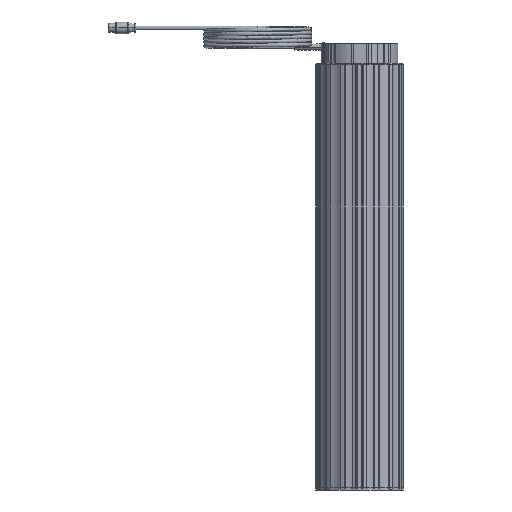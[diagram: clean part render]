
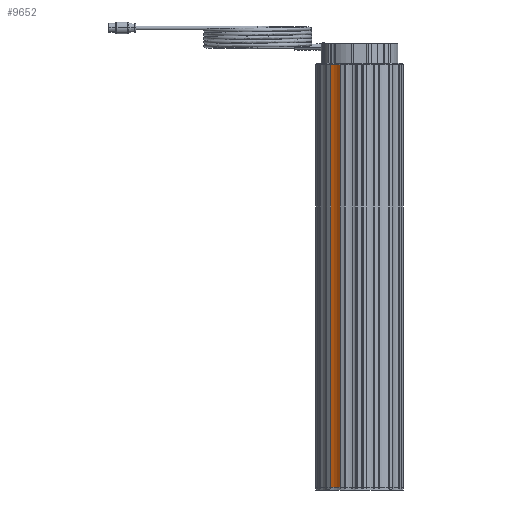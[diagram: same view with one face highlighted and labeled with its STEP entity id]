
A CAD part, left-side view. The second image highlights one B-rep face of the part: STEP entity #9652.
In plain terms, the highlighted cylindrical face has radius 33.332 mm (diameter 66.665 mm), a partial arc.
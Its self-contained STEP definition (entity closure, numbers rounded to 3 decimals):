
#2595 = CIRCLE ( 'NONE', #48309, 33.332 ) ;
#2614 = EDGE_CURVE ( 'NONE', #45248, #4005, #8831, .T. ) ;
#4005 = VERTEX_POINT ( 'NONE', #9949 ) ;
#5767 = VECTOR ( 'NONE', #37027, 1000. ) ;
#7014 = LINE ( 'NONE', #42649, #38515 ) ;
#7030 = DIRECTION ( 'NONE',  ( 0., 0., -1. ) ) ;
#8831 = CIRCLE ( 'NONE', #62884, 33.332 ) ;
#9652 = ADVANCED_FACE ( 'NONE', ( #40551 ), #46083, .F. ) ;
#9949 = CARTESIAN_POINT ( 'NONE',  ( -54.546, 31.39, -605.5 ) ) ;
#14392 = ORIENTED_EDGE ( 'NONE', *, *, #2614, .F. ) ;
#18635 = CARTESIAN_POINT ( 'NONE',  ( -87.521, 36.252, 0. ) ) ;
#21153 = AXIS2_PLACEMENT_3D ( 'NONE', #34398, #44882, #45328 ) ;
#21396 = CARTESIAN_POINT ( 'NONE',  ( -54.546, 31.39, 0. ) ) ;
#22834 = DIRECTION ( 'NONE',  ( 0., 0., 1. ) ) ;
#23986 = VERTEX_POINT ( 'NONE', #21396 ) ;
#28100 = DIRECTION ( 'NONE',  ( -1., 0., 0. ) ) ;
#31065 = CARTESIAN_POINT ( 'NONE',  ( -54.546, 31.39, 0. ) ) ;
#34398 = CARTESIAN_POINT ( 'NONE',  ( -87.521, 36.252, 0. ) ) ;
#35747 = EDGE_LOOP ( 'NONE', ( #14392, #64805, #45109, #63346 ) ) ;
#35748 = EDGE_CURVE ( 'NONE', #23986, #4005, #48319, .T. ) ;
#37027 = DIRECTION ( 'NONE',  ( 0., 0., -1. ) ) ;
#38515 = VECTOR ( 'NONE', #7030, 1000. ) ;
#39261 = DIRECTION ( 'NONE',  ( -1., 0., 0. ) ) ;
#40551 = FACE_OUTER_BOUND ( 'NONE', #35747, .T. ) ;
#42649 = CARTESIAN_POINT ( 'NONE',  ( -60.765, 16.374, 0. ) ) ;
#43688 = DIRECTION ( 'NONE',  ( 0., 0., 1. ) ) ;
#44882 = DIRECTION ( 'NONE',  ( 0., 0., -1. ) ) ;
#45109 = ORIENTED_EDGE ( 'NONE', *, *, #57182, .T. ) ;
#45248 = VERTEX_POINT ( 'NONE', #55387 ) ;
#45328 = DIRECTION ( 'NONE',  ( -1., 0., 0. ) ) ;
#46083 = CYLINDRICAL_SURFACE ( 'NONE', #21153, 33.332 ) ;
#48309 = AXIS2_PLACEMENT_3D ( 'NONE', #18635, #43688, #39261 ) ;
#48319 = LINE ( 'NONE', #31065, #5767 ) ;
#51187 = VERTEX_POINT ( 'NONE', #61090 ) ;
#51911 = EDGE_CURVE ( 'NONE', #51187, #45248, #7014, .T. ) ;
#55387 = CARTESIAN_POINT ( 'NONE',  ( -60.765, 16.374, -605.5 ) ) ;
#57182 = EDGE_CURVE ( 'NONE', #51187, #23986, #2595, .T. ) ;
#58314 = CARTESIAN_POINT ( 'NONE',  ( -87.521, 36.252, -605.5 ) ) ;
#61090 = CARTESIAN_POINT ( 'NONE',  ( -60.765, 16.374, 0. ) ) ;
#62884 = AXIS2_PLACEMENT_3D ( 'NONE', #58314, #22834, #28100 ) ;
#63346 = ORIENTED_EDGE ( 'NONE', *, *, #35748, .T. ) ;
#64805 = ORIENTED_EDGE ( 'NONE', *, *, #51911, .F. ) ;
